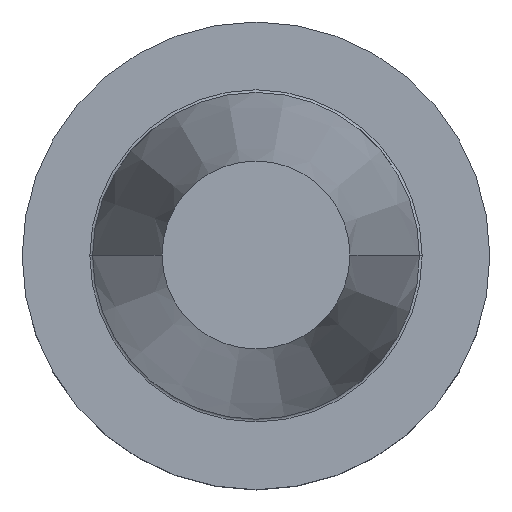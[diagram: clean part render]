
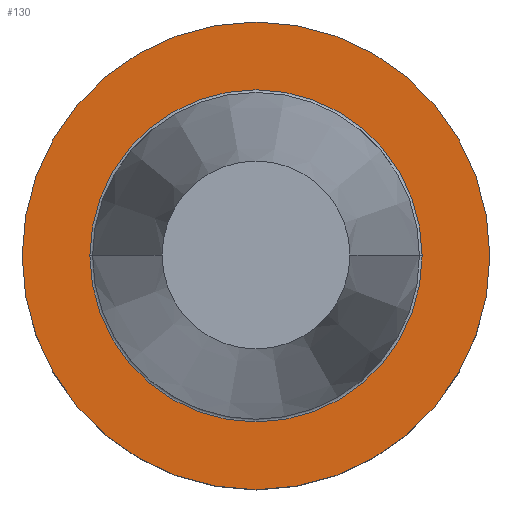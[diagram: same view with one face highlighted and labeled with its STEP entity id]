
A CAD part, top view. The second image highlights one B-rep face of the part: STEP entity #130.
In plain terms, the highlighted planar face has unit normal (0, 0, 1).
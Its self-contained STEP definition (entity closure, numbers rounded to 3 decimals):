
#65=PLANE('',#1017);
#86=FACE_BOUND('',#261,.T.);
#87=FACE_BOUND('',#262,.T.);
#130=ADVANCED_FACE('',(#86,#87),#65,.F.);
#261=EDGE_LOOP('',(#433,#434));
#262=EDGE_LOOP('',(#435));
#315=CIRCLE('',#982,35.5);
#321=CIRCLE('',#991,49.979);
#336=CIRCLE('',#1016,35.5);
#433=ORIENTED_EDGE('',*,*,#752,.T.);
#434=ORIENTED_EDGE('',*,*,#721,.T.);
#435=ORIENTED_EDGE('',*,*,#731,.F.);
#632=VERTEX_POINT('',#1404);
#633=VERTEX_POINT('',#1405);
#638=VERTEX_POINT('',#1423);
#721=EDGE_CURVE('',#632,#633,#315,.T.);
#731=EDGE_CURVE('',#638,#638,#321,.T.);
#752=EDGE_CURVE('',#633,#632,#336,.T.);
#982=AXIS2_PLACEMENT_3D('',#1403,#1131,#1132);
#991=AXIS2_PLACEMENT_3D('',#1422,#1153,#1154);
#1016=AXIS2_PLACEMENT_3D('',#1466,#1209,#1210);
#1017=AXIS2_PLACEMENT_3D('',#1467,#1211,#1212);
#1131=DIRECTION('',(0.,0.,-1.));
#1132=DIRECTION('',(-1.,0.,0.));
#1153=DIRECTION('',(0.,0.,-1.));
#1154=DIRECTION('',(-1.,0.,0.));
#1209=DIRECTION('',(0.,0.,-1.));
#1210=DIRECTION('',(-1.,0.,0.));
#1211=DIRECTION('',(0.,0.,-1.));
#1212=DIRECTION('',(1.,0.,0.));
#1403=CARTESIAN_POINT('',(0.,0.,-3.));
#1404=CARTESIAN_POINT('',(35.5,0.,-3.));
#1405=CARTESIAN_POINT('',(-35.5,0.,-3.));
#1422=CARTESIAN_POINT('',(0.,0.,-3.));
#1423=CARTESIAN_POINT('',(-49.979,0.,-3.));
#1466=CARTESIAN_POINT('',(0.,0.,-3.));
#1467=CARTESIAN_POINT('',(0.,35.5,-3.));
